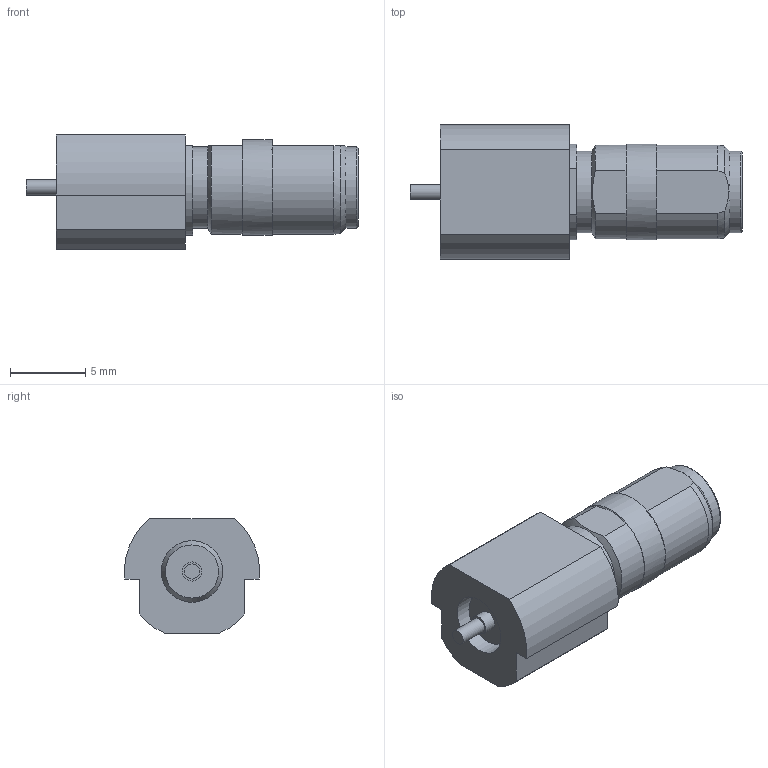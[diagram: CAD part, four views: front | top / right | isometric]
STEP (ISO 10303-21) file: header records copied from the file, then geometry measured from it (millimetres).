
FILE_DESCRIPTION(/* description */ (''),/* implementation_level */ '2;1');
FILE_NAME(/* name */ 'TELEGARTNER_J01151A0451_Part1.stp',/* time_stamp */ '2016-10-27T15:56:17+02:00',/* author */ ('jchouvet'),/* organization */ (''),/* preprocessor_version */ 'ST-DEVELOPER v16.1',/* originating_system */ 'AutoCAD Mechanical',/* authorisation */ '');
FILE_SCHEMA (('AUTOMOTIVE_DESIGN { 1 0 10303 214 3 1 1 }'));
Length unit declared in the file: millimetre
Products named in the file (1): Product
Bounding box: 22.1 x 8.99 x 7.6 mm (x, y, z)
Volume: 769.7 mm3; surface area: 766.2 mm2
Topology: 4 solids, 4 shells, 64 faces, 148 edges, 98 vertices
Faces by surface type: plane 28, cylinder 26, cone 6, torus 4
Full cylindrical faces by diameter (mm): 1 x1, 1.23 x1, 1.28 x1, 4.1 x3, 4.62 x1, 5.4 x2, 6.35 x1
Entity records: 1780 total; most frequent: CARTESIAN_POINT 366, DIRECTION 300, ORIENTED_EDGE 246, AXIS2_PLACEMENT_3D 128, EDGE_CURVE 123, EDGE_LOOP 91, VERTEX_POINT 90, FACE_OUTER_BOUND 64
